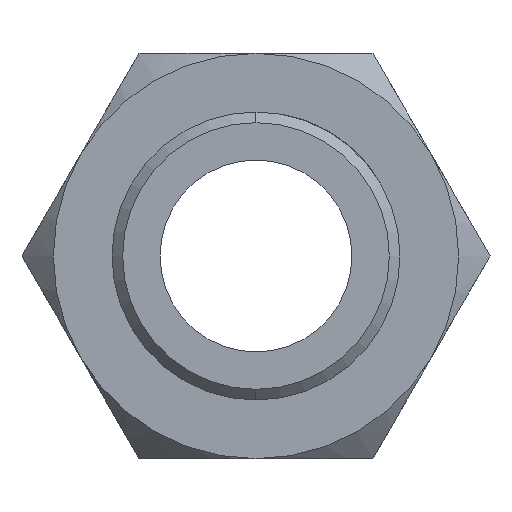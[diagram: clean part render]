
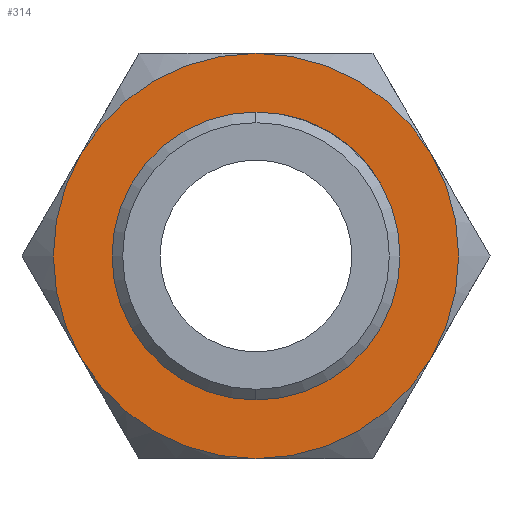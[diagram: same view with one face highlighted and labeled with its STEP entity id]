
A CAD part, left-side view. The second image highlights one B-rep face of the part: STEP entity #314.
In plain terms, the highlighted planar face has unit normal (-1, 0, 0).
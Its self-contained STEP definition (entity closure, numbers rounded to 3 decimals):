
#78 = VERTEX_POINT ( 'NONE', #1037 ) ;
#118 = CARTESIAN_POINT ( 'NONE',  ( 22., 8.227, 4.75 ) ) ;
#149 = AXIS2_PLACEMENT_3D ( 'NONE', #3219, #1150, #690 ) ;
#250 = CARTESIAN_POINT ( 'NONE',  ( 22., -8.227, 4.75 ) ) ;
#314 = ADVANCED_FACE ( 'NONE', ( #4934, #1193 ), #3315, .F. ) ;
#359 = CARTESIAN_POINT ( 'NONE',  ( 22., 0., 0. ) ) ;
#406 = CARTESIAN_POINT ( 'NONE',  ( 22., 0., 0. ) ) ;
#509 = CARTESIAN_POINT ( 'NONE',  ( 22., 0., 0. ) ) ;
#517 = EDGE_CURVE ( 'NONE', #2922, #1723, #4471, .T. ) ;
#643 = CARTESIAN_POINT ( 'NONE',  ( 22., -8.227, -4.75 ) ) ;
#664 = DIRECTION ( 'NONE',  ( 0., 0., -1. ) ) ;
#690 = DIRECTION ( 'NONE',  ( 0., 0., -1. ) ) ;
#740 = DIRECTION ( 'NONE',  ( 0., 0., -1. ) ) ;
#747 = AXIS2_PLACEMENT_3D ( 'NONE', #406, #1219, #892 ) ;
#836 = AXIS2_PLACEMENT_3D ( 'NONE', #1837, #4344, #2235 ) ;
#892 = DIRECTION ( 'NONE',  ( 0., 0., -1. ) ) ;
#929 = CIRCLE ( 'NONE', #1784, 9.5 ) ;
#1037 = CARTESIAN_POINT ( 'NONE',  ( 22., 0., -6.75 ) ) ;
#1074 = DIRECTION ( 'NONE',  ( 1., 0., 0. ) ) ;
#1095 = ORIENTED_EDGE ( 'NONE', *, *, #1294, .T. ) ;
#1150 = DIRECTION ( 'NONE',  ( 1., 0., 0. ) ) ;
#1179 = VERTEX_POINT ( 'NONE', #4973 ) ;
#1193 = FACE_OUTER_BOUND ( 'NONE', #1527, .T. ) ;
#1194 = CIRCLE ( 'NONE', #1532, 9.5 ) ;
#1219 = DIRECTION ( 'NONE',  ( 1., 0., 0. ) ) ;
#1294 = EDGE_CURVE ( 'NONE', #2922, #2450, #2040, .T. ) ;
#1417 = EDGE_CURVE ( 'NONE', #1582, #1179, #929, .T. ) ;
#1445 = AXIS2_PLACEMENT_3D ( 'NONE', #1980, #5305, #740 ) ;
#1483 = EDGE_CURVE ( 'NONE', #1723, #4321, #4996, .T. ) ;
#1527 = EDGE_LOOP ( 'NONE', ( #3354, #4964, #3222, #4211, #1095, #3176 ) ) ;
#1532 = AXIS2_PLACEMENT_3D ( 'NONE', #4024, #2385, #3641 ) ;
#1582 = VERTEX_POINT ( 'NONE', #2941 ) ;
#1723 = VERTEX_POINT ( 'NONE', #250 ) ;
#1776 = EDGE_CURVE ( 'NONE', #5118, #78, #1952, .T. ) ;
#1784 = AXIS2_PLACEMENT_3D ( 'NONE', #3521, #1074, #664 ) ;
#1837 = CARTESIAN_POINT ( 'NONE',  ( 22., 0., 0. ) ) ;
#1952 = CIRCLE ( 'NONE', #5173, 6.75 ) ;
#1980 = CARTESIAN_POINT ( 'NONE',  ( 22., 0., 0. ) ) ;
#1999 = DIRECTION ( 'NONE',  ( 0., 0., 1. ) ) ;
#2040 = CIRCLE ( 'NONE', #2376, 9.5 ) ;
#2105 = DIRECTION ( 'NONE',  ( -1., 0., 0. ) ) ;
#2161 = CARTESIAN_POINT ( 'NONE',  ( 22., 0., 9.5 ) ) ;
#2170 = CARTESIAN_POINT ( 'NONE',  ( 22., 0., 6.75 ) ) ;
#2235 = DIRECTION ( 'NONE',  ( 0., 0., -1. ) ) ;
#2376 = AXIS2_PLACEMENT_3D ( 'NONE', #509, #4956, #4549 ) ;
#2385 = DIRECTION ( 'NONE',  ( 1., 0., 0. ) ) ;
#2450 = VERTEX_POINT ( 'NONE', #118 ) ;
#2762 = EDGE_CURVE ( 'NONE', #4321, #1582, #1194, .T. ) ;
#2922 = VERTEX_POINT ( 'NONE', #2161 ) ;
#2941 = CARTESIAN_POINT ( 'NONE',  ( 22., 0., -9.5 ) ) ;
#3176 = ORIENTED_EDGE ( 'NONE', *, *, #3615, .F. ) ;
#3219 = CARTESIAN_POINT ( 'NONE',  ( 22., 0., 0. ) ) ;
#3222 = ORIENTED_EDGE ( 'NONE', *, *, #1483, .F. ) ;
#3254 = CIRCLE ( 'NONE', #149, 9.5 ) ;
#3315 = PLANE ( 'NONE',  #747 ) ;
#3354 = ORIENTED_EDGE ( 'NONE', *, *, #1417, .F. ) ;
#3428 = CIRCLE ( 'NONE', #4144, 6.75 ) ;
#3521 = CARTESIAN_POINT ( 'NONE',  ( 22., 0., 0. ) ) ;
#3615 = EDGE_CURVE ( 'NONE', #1179, #2450, #3254, .T. ) ;
#3641 = DIRECTION ( 'NONE',  ( 0., 0., -1. ) ) ;
#3721 = ORIENTED_EDGE ( 'NONE', *, *, #1776, .F. ) ;
#3769 = CARTESIAN_POINT ( 'NONE',  ( 22., 0., 0. ) ) ;
#3888 = EDGE_LOOP ( 'NONE', ( #3721, #4557 ) ) ;
#4024 = CARTESIAN_POINT ( 'NONE',  ( 22., 0., 0. ) ) ;
#4129 = DIRECTION ( 'NONE',  ( 0., 0., 1. ) ) ;
#4144 = AXIS2_PLACEMENT_3D ( 'NONE', #3769, #2105, #4129 ) ;
#4211 = ORIENTED_EDGE ( 'NONE', *, *, #517, .F. ) ;
#4321 = VERTEX_POINT ( 'NONE', #643 ) ;
#4344 = DIRECTION ( 'NONE',  ( 1., 0., 0. ) ) ;
#4450 = DIRECTION ( 'NONE',  ( -1., 0., 0. ) ) ;
#4471 = CIRCLE ( 'NONE', #836, 9.5 ) ;
#4549 = DIRECTION ( 'NONE',  ( 0., 0., 1. ) ) ;
#4557 = ORIENTED_EDGE ( 'NONE', *, *, #4635, .F. ) ;
#4635 = EDGE_CURVE ( 'NONE', #78, #5118, #3428, .T. ) ;
#4934 = FACE_BOUND ( 'NONE', #3888, .T. ) ;
#4956 = DIRECTION ( 'NONE',  ( -1., 0., 0. ) ) ;
#4964 = ORIENTED_EDGE ( 'NONE', *, *, #2762, .F. ) ;
#4973 = CARTESIAN_POINT ( 'NONE',  ( 22., 8.227, -4.75 ) ) ;
#4996 = CIRCLE ( 'NONE', #1445, 9.5 ) ;
#5118 = VERTEX_POINT ( 'NONE', #2170 ) ;
#5173 = AXIS2_PLACEMENT_3D ( 'NONE', #359, #4450, #1999 ) ;
#5305 = DIRECTION ( 'NONE',  ( 1., 0., 0. ) ) ;
